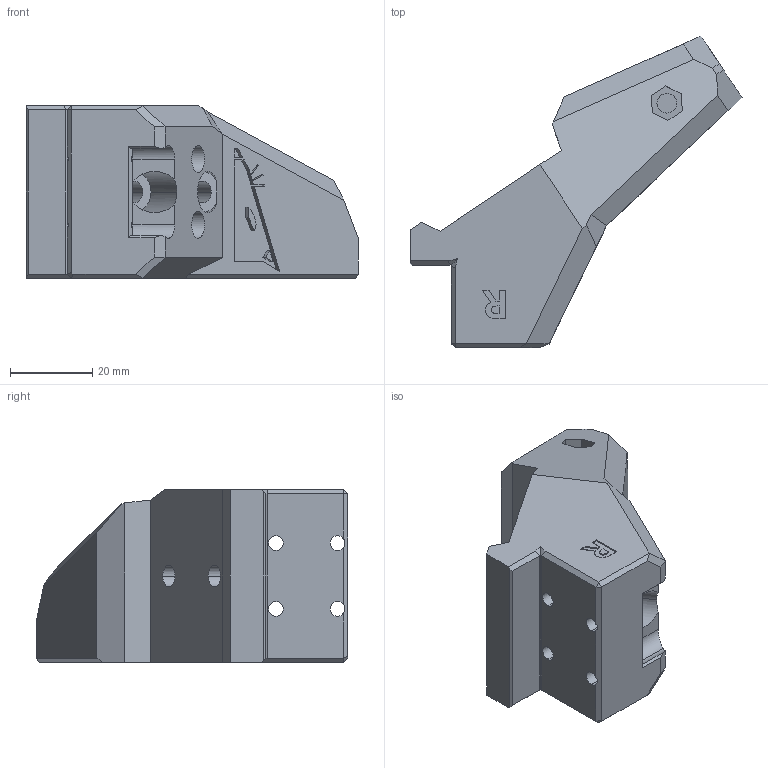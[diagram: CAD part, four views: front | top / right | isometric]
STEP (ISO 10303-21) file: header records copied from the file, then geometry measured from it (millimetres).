
FILE_DESCRIPTION (( 'STEP AP214' ), '1' );
FILE_NAME ('bed_arm_right.STEP', '2021-07-21T20:28:45', ( '' ), ( '' ), 'SwSTEP 2.0', 'SolidWorks 2020', '' );
FILE_SCHEMA (( 'AUTOMOTIVE_DESIGN' ));
Length unit declared in the file: millimetre
Products named in the file (1): bed_arm_right
Bounding box: 80.81 x 75.86 x 42 mm (x, y, z)
Volume: 80377.8 mm3; surface area: 17393.7 mm2
Topology: 1 solids, 1 shells, 172 faces, 478 edges, 314 vertices
Faces by surface type: plane 128, cylinder 34, bspline 10
Entity records: 5525 total; most frequent: CARTESIAN_POINT 1128, ORIENTED_EDGE 956, DIRECTION 824, EDGE_CURVE 478, LINE 374, VECTOR 374, VERTEX_POINT 314, AXIS2_PLACEMENT_3D 225
